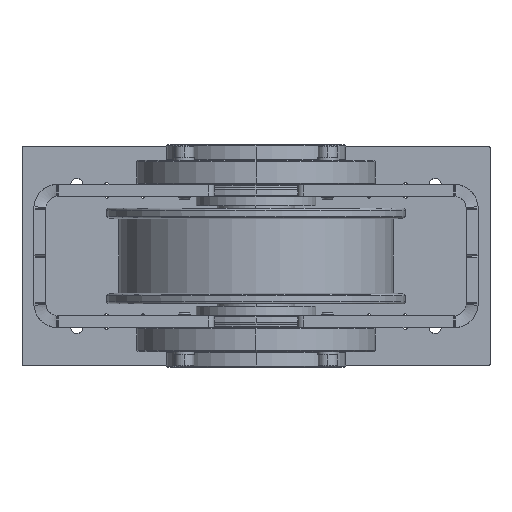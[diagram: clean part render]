
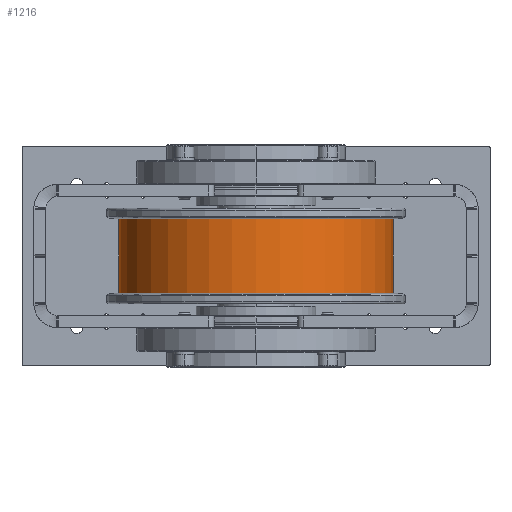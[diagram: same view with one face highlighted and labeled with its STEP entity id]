
A CAD part, front view. The second image highlights one B-rep face of the part: STEP entity #1216.
In plain terms, the highlighted cylindrical face has radius 115 mm (diameter 230 mm), a partial arc.
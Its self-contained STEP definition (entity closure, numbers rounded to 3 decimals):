
#1216=ADVANCED_FACE('',(#3122),#3123,.T.);
#3122=FACE_OUTER_BOUND('',#6063,.T.);
#3123=CYLINDRICAL_SURFACE('',#6064,115.0);
#6063=EDGE_LOOP('',(#10496,#10497,#10498,#10499));
#6064=AXIS2_PLACEMENT_3D('',#10500,#10501,#10502);
#10496=ORIENTED_EDGE('',*,*,#17139,.T.);
#10497=ORIENTED_EDGE('',*,*,#17147,.F.);
#10498=ORIENTED_EDGE('',*,*,#17150,.F.);
#10499=ORIENTED_EDGE('',*,*,#17148,.T.);
#10500=CARTESIAN_POINT('',(0.0,-135.0,35.256));
#10501=DIRECTION('',(-0.0,0.0,1.0));
#10502=DIRECTION('',(1.0,0.0,0.0));
#17139=EDGE_CURVE('',#21013,#21011,#21014,.T.);
#17147=EDGE_CURVE('',#21022,#21011,#21024,.T.);
#17148=EDGE_CURVE('',#21021,#21013,#21025,.T.);
#17150=EDGE_CURVE('',#21021,#21022,#21027,.T.);
#21011=VERTEX_POINT('',#26147);
#21013=VERTEX_POINT('',#26150);
#21014=CIRCLE('',#26151,115.0);
#21021=VERTEX_POINT('',#26159);
#21022=VERTEX_POINT('',#26160);
#21024=LINE('',#26162,#26163);
#21025=LINE('',#26164,#26165);
#21027=CIRCLE('',#26167,115.0);
#26147=CARTESIAN_POINT('',(-115.0,-135.0,31.0));
#26150=CARTESIAN_POINT('',(115.0,-135.0,31.0));
#26151=AXIS2_PLACEMENT_3D('',#31406,#31407,#31408);
#26159=CARTESIAN_POINT('',(115.0,-135.0,-31.0));
#26160=CARTESIAN_POINT('',(-115.0,-135.0,-31.0));
#26162=CARTESIAN_POINT('',(-115.0,-135.0,-31.0));
#26163=VECTOR('',#31419,62.0);
#26164=CARTESIAN_POINT('',(115.0,-135.0,-31.0));
#26165=VECTOR('',#31420,62.0);
#26167=AXIS2_PLACEMENT_3D('',#31421,#31422,#31423);
#31406=CARTESIAN_POINT('',(0.0,-135.0,31.0));
#31407=DIRECTION('',(0.0,0.0,-1.0));
#31408=DIRECTION('',(1.0,0.0,0.0));
#31419=DIRECTION('',(0.0,0.0,1.0));
#31420=DIRECTION('',(0.0,0.0,1.0));
#31421=CARTESIAN_POINT('',(0.0,-135.0,-31.0));
#31422=DIRECTION('',(0.0,0.0,-1.0));
#31423=DIRECTION('',(1.0,0.0,0.0));
